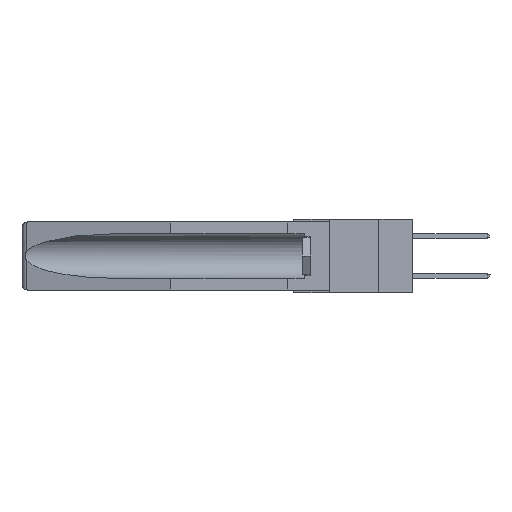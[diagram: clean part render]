
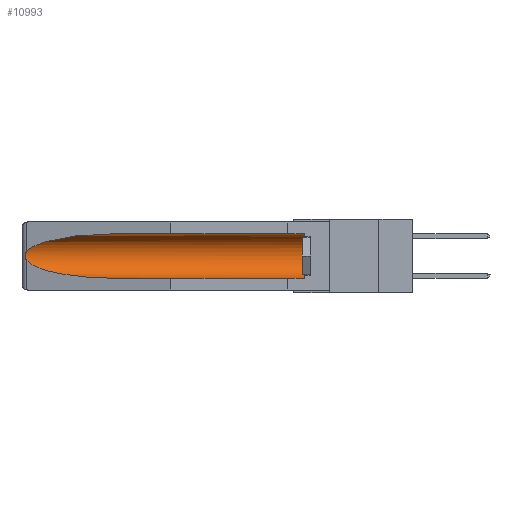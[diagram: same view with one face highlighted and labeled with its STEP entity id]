
A CAD part, left-side view. The second image highlights one B-rep face of the part: STEP entity #10993.
In plain terms, the highlighted cylindrical face has radius 2.857 mm (diameter 5.715 mm), a partial arc.
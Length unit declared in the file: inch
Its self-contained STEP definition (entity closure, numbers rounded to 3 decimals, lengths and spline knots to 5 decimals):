
#663 = CARTESIAN_POINT ( 'NONE',  ( 0.155, 1.07973, -0.284 ) ) ;
#1104 = DIRECTION ( 'NONE',  ( 0., 1., 0. ) ) ;
#1438 = EDGE_CURVE ( 'NONE', #2752, #1529, #10391, .T. ) ;
#1529 = VERTEX_POINT ( 'NONE', #11121 ) ;
#1759 = ORIENTED_EDGE ( 'NONE', *, *, #12122, .T. ) ;
#1991 = CARTESIAN_POINT ( 'NONE',  ( 0.2673, 1.5327, -0.16383 ) ) ;
#2044 = CARTESIAN_POINT ( 'NONE',  ( 0.2675, 1.53308, -0.17534 ) ) ;
#2200 = VERTEX_POINT ( 'NONE', #15016 ) ;
#2284 = ORIENTED_EDGE ( 'NONE', *, *, #12640, .T. ) ;
#2404 =( BOUNDED_CURVE ( )  B_SPLINE_CURVE ( 3, ( #2855, #2977, #15288, #4241 ),
 .UNSPECIFIED., .F., .F. ) 
 B_SPLINE_CURVE_WITH_KNOTS ( ( 4, 4 ),
 ( 4.71239, 6.08839 ),
 .UNSPECIFIED. ) 
 CURVE ( )  GEOMETRIC_REPRESENTATION_ITEM ( )  RATIONAL_B_SPLINE_CURVE ( ( 1., 0.848, 0.848, 1. ) ) 
 REPRESENTATION_ITEM ( '' )  );
#2445 = ORIENTED_EDGE ( 'NONE', *, *, #11842, .F. ) ;
#2452 = VECTOR ( 'NONE', #7339, 39.37008 ) ;
#2610 = CARTESIAN_POINT ( 'NONE',  ( 0.25451, 1.48313, -0.24835 ) ) ;
#2752 = VERTEX_POINT ( 'NONE', #3497 ) ;
#2775 = AXIS2_PLACEMENT_3D ( 'NONE', #6544, #1104, #8015 ) ;
#2855 = CARTESIAN_POINT ( 'NONE',  ( 0.155, 1.07973, -0.059 ) ) ;
#2977 = CARTESIAN_POINT ( 'NONE',  ( 0.21114, 1.30732, -0.059 ) ) ;
#3085 = CARTESIAN_POINT ( 'NONE',  ( 0.155, -0.30754, -0.059 ) ) ;
#3413 = CARTESIAN_POINT ( 'NONE',  ( 0.26537, 1.52718, -0.19328 ) ) ;
#3497 = CARTESIAN_POINT ( 'NONE',  ( 0.155, 0.126, -0.059 ) ) ;
#3917 = CIRCLE ( 'NONE', #16950, 0.1125 ) ;
#4186 = VECTOR ( 'NONE', #12708, 39.37008 ) ;
#4241 = CARTESIAN_POINT ( 'NONE',  ( 0.26537, 1.52718, -0.14972 ) ) ;
#4302 =( BOUNDED_CURVE ( )  B_SPLINE_CURVE ( 3, ( #14821, #2610, #12527, #6852 ),
 .UNSPECIFIED., .F., .F. ) 
 B_SPLINE_CURVE_WITH_KNOTS ( ( 4, 4 ),
 ( 0.1948, 1.5708 ),
 .UNSPECIFIED. ) 
 CURVE ( )  GEOMETRIC_REPRESENTATION_ITEM ( )  RATIONAL_B_SPLINE_CURVE ( ( 1., 0.848, 0.848, 1. ) ) 
 REPRESENTATION_ITEM ( '' )  );
#6097 = CARTESIAN_POINT ( 'NONE',  ( 0.26537, 1.52718, -0.14972 ) ) ;
#6544 = CARTESIAN_POINT ( 'NONE',  ( 0.155, -0.30754, -0.1715 ) ) ;
#6755 = CARTESIAN_POINT ( 'NONE',  ( 0.155, 0.126, -0.1715 ) ) ;
#6852 = CARTESIAN_POINT ( 'NONE',  ( 0.155, 1.07973, -0.284 ) ) ;
#6896 = VERTEX_POINT ( 'NONE', #13930 ) ;
#7234 = FACE_OUTER_BOUND ( 'NONE', #9659, .T. ) ;
#7339 = DIRECTION ( 'NONE',  ( 0., 1., 0. ) ) ;
#7578 = CARTESIAN_POINT ( 'NONE',  ( 0.26654, 1.53092, -0.15636 ) ) ;
#8015 = DIRECTION ( 'NONE',  ( 0., 0., 1. ) ) ;
#8141 = EDGE_CURVE ( 'NONE', #6896, #16317, #13700, .T. ) ;
#9121 = CYLINDRICAL_SURFACE ( 'NONE', #2775, 0.1125 ) ;
#9659 = EDGE_LOOP ( 'NONE', ( #14043, #13764, #1759, #2445, #2284, #13342 ) ) ;
#10129 = CARTESIAN_POINT ( 'NONE',  ( 0.26537, 1.52718, -0.19328 ) ) ;
#10201 = VERTEX_POINT ( 'NONE', #663 ) ;
#10202 = CARTESIAN_POINT ( 'NONE',  ( 0.2675, 1.53308, -0.16763 ) ) ;
#10260 = CARTESIAN_POINT ( 'NONE',  ( 0.26597, 1.52961, -0.15275 ) ) ;
#10391 = LINE ( 'NONE', #3085, #4186 ) ;
#10993 = ADVANCED_FACE ( 'NONE', ( #7234 ), #9121, .F. ) ;
#11121 = CARTESIAN_POINT ( 'NONE',  ( 0.155, 1.07973, -0.059 ) ) ;
#11657 = CARTESIAN_POINT ( 'NONE',  ( 0.2673, 1.53269, -0.17917 ) ) ;
#11842 = EDGE_CURVE ( 'NONE', #2200, #10201, #17708, .T. ) ;
#12122 = EDGE_CURVE ( 'NONE', #16317, #10201, #4302, .T. ) ;
#12527 = CARTESIAN_POINT ( 'NONE',  ( 0.21114, 1.30732, -0.284 ) ) ;
#12640 = EDGE_CURVE ( 'NONE', #2200, #2752, #3917, .T. ) ;
#12708 = DIRECTION ( 'NONE',  ( 0., 1., 0. ) ) ;
#13342 = ORIENTED_EDGE ( 'NONE', *, *, #1438, .T. ) ;
#13700 = B_SPLINE_CURVE_WITH_KNOTS ( 'NONE', 3,
 ( #6097, #10260, #7578, #1991, #10202, #2044, #11657, #17000, #14312, #3413 ),
 .UNSPECIFIED., .F., .F.,
 ( 4, 2, 2, 2, 4 ),
 ( 0., 0.00029, 0.00058, 0.00087, 0.00117 ),
 .UNSPECIFIED. ) ;
#13764 = ORIENTED_EDGE ( 'NONE', *, *, #8141, .T. ) ;
#13930 = CARTESIAN_POINT ( 'NONE',  ( 0.26537, 1.52718, -0.14972 ) ) ;
#14043 = ORIENTED_EDGE ( 'NONE', *, *, #17640, .T. ) ;
#14312 = CARTESIAN_POINT ( 'NONE',  ( 0.26597, 1.5296, -0.19026 ) ) ;
#14350 = CARTESIAN_POINT ( 'NONE',  ( 0.155, -0.30754, -0.284 ) ) ;
#14821 = CARTESIAN_POINT ( 'NONE',  ( 0.26537, 1.52718, -0.19328 ) ) ;
#15016 = CARTESIAN_POINT ( 'NONE',  ( 0.155, 0.126, -0.284 ) ) ;
#15288 = CARTESIAN_POINT ( 'NONE',  ( 0.25451, 1.48313, -0.09465 ) ) ;
#16317 = VERTEX_POINT ( 'NONE', #10129 ) ;
#16408 = DIRECTION ( 'NONE',  ( 0., 0., 1. ) ) ;
#16950 = AXIS2_PLACEMENT_3D ( 'NONE', #6755, #17529, #16408 ) ;
#17000 = CARTESIAN_POINT ( 'NONE',  ( 0.26655, 1.53094, -0.18657 ) ) ;
#17529 = DIRECTION ( 'NONE',  ( 0., -1., 0. ) ) ;
#17640 = EDGE_CURVE ( 'NONE', #1529, #6896, #2404, .T. ) ;
#17708 = LINE ( 'NONE', #14350, #2452 ) ;
